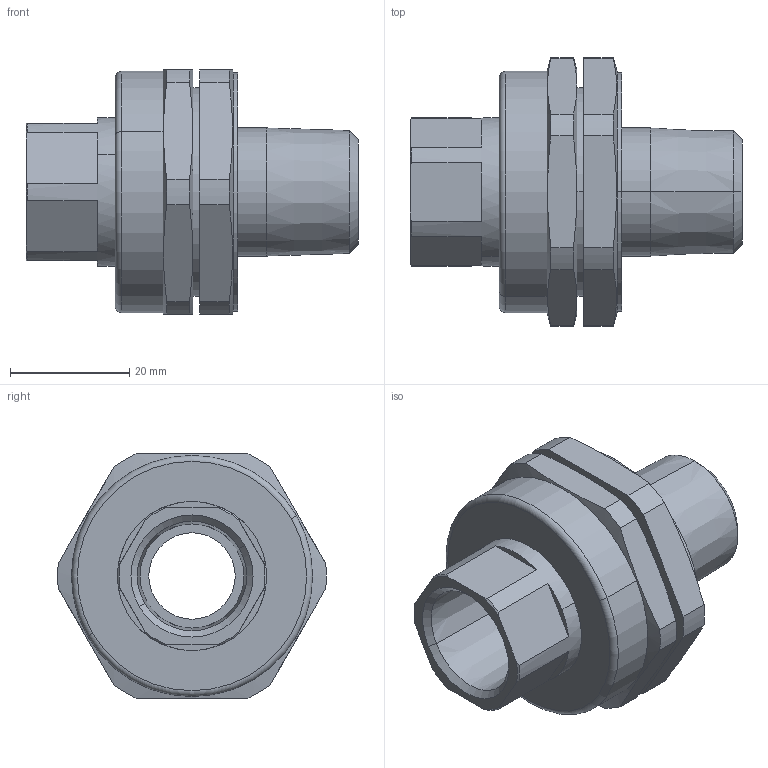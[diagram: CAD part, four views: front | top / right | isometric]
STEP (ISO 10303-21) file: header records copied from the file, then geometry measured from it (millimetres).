
FILE_DESCRIPTION (( 'STEP AP214' ), '1' );
FILE_NAME ('780DT1T1.STEP', '2024-03-14T11:35:06', ( '' ), ( '' ), 'SwSTEP 2.0', 'SolidWorks 2023', '' );
FILE_SCHEMA (( 'AUTOMOTIVE_DESIGN' ));
Length unit declared in the file: millimetre
Products named in the file (1): 780DT1T1
Bounding box: 55.73 x 45.08 x 41 mm (x, y, z)
Volume: 30860.9 mm3; surface area: 11104.1 mm2
Topology: 1 solids, 1 shells, 83 faces, 208 edges, 132 vertices
Faces by surface type: plane 31, cone 26, cylinder 24, torus 2
Entity records: 2637 total; most frequent: CARTESIAN_POINT 624, DIRECTION 424, ORIENTED_EDGE 416, EDGE_CURVE 208, AXIS2_PLACEMENT_3D 172, VERTEX_POINT 132, EDGE_LOOP 90, CIRCLE 88
